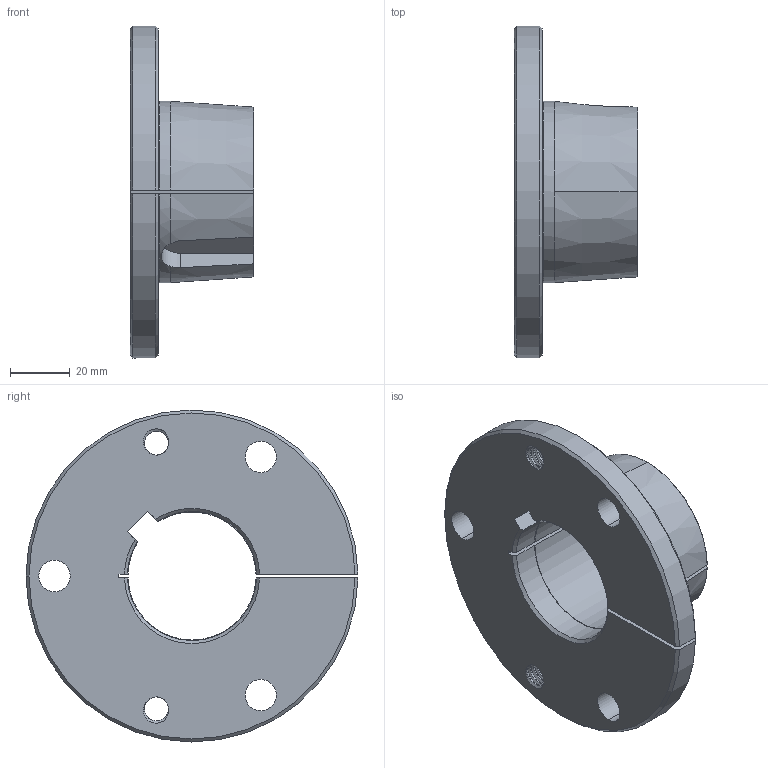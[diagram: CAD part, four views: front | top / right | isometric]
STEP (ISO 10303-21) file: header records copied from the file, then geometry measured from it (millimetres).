
FILE_DESCRIPTION (( 'STEP AP214' ), '1' );
FILE_NAME ('SMR3-TBK-27.step', '2016-11-22T21:13:45', ( '' ), ( '' ), 'SwSTEP 2.0', 'SolidWorks 2016', '' );
FILE_SCHEMA (( 'AUTOMOTIVE_DESIGN' ));
Length unit declared in the file: inch
Products named in the file (1): SMR3-TBK-27
Bounding box: 41.5 x 111.12 x 111.12 mm (x, y, z)
Volume: 110356.1 mm3; surface area: 33298.9 mm2
Topology: 1 solids, 1 shells, 108 faces, 318 edges, 212 vertices
Faces by surface type: cylinder 69, plane 17, cone 16, bspline 6
Entity records: 5074 total; most frequent: CARTESIAN_POINT 2473, ORIENTED_EDGE 636, DIRECTION 450, EDGE_CURVE 318, VERTEX_POINT 212, AXIS2_PLACEMENT_3D 167, EDGE_LOOP 118, LINE 116
